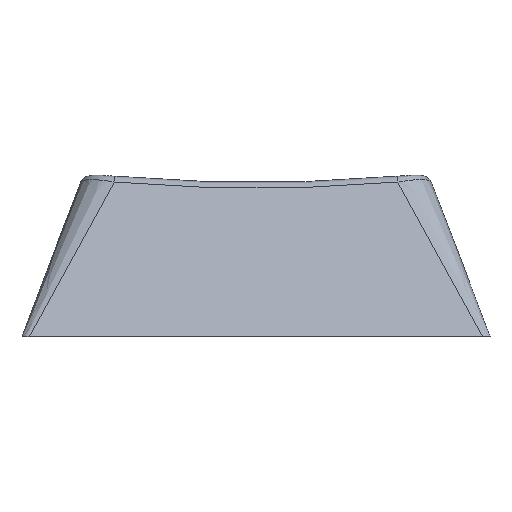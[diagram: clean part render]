
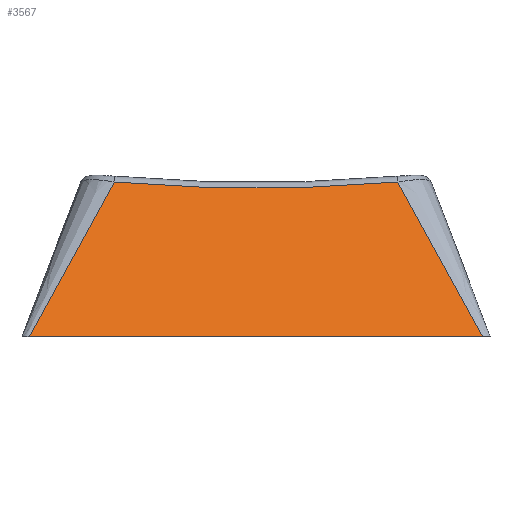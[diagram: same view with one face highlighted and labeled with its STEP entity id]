
A CAD part, top view. The second image highlights one B-rep face of the part: STEP entity #3567.
In plain terms, the highlighted planar face has unit normal (0, 0.423, 0.906).
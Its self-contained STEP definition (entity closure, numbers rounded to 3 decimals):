
#231 = CARTESIAN_POINT ( 'NONE',  ( 8.682, 4.358, 7.018 ) ) ;
#301 = VERTEX_POINT ( 'NONE', #2449 ) ;
#308 = LINE ( 'NONE', #4731, #3701 ) ;
#325 = CARTESIAN_POINT ( 'NONE',  ( -8.448, 4.784, 6.819 ) ) ;
#568 = CARTESIAN_POINT ( 'NONE',  ( 6.924, 7.538, 5.535 ) ) ;
#622 = CARTESIAN_POINT ( 'NONE',  ( 4.622, 7.336, 5.629 ) ) ;
#674 = DIRECTION ( 'NONE',  ( 0., -0.906, 0.423 ) ) ;
#729 = VERTEX_POINT ( 'NONE', #2007 ) ;
#801 = CARTESIAN_POINT ( 'NONE',  ( 11.067, 0., 9.05 ) ) ;
#911 = EDGE_CURVE ( 'NONE', #4772, #301, #4012, .T. ) ;
#990 = DIRECTION ( 'NONE',  ( 1., 0., 0. ) ) ;
#1020 = PLANE ( 'NONE',  #1121 ) ;
#1051 = CARTESIAN_POINT ( 'NONE',  ( -7.317, 6.831, 5.865 ) ) ;
#1062 = CARTESIAN_POINT ( 'NONE',  ( 8.836, 4.079, 7.148 ) ) ;
#1121 = AXIS2_PLACEMENT_3D ( 'NONE', #2637, #1846, #674 ) ;
#1125 = EDGE_CURVE ( 'NONE', #729, #3695, #308, .T. ) ;
#1159 = EDGE_CURVE ( 'NONE', #3695, #4772, #2107, .T. ) ;
#1392 = CARTESIAN_POINT ( 'NONE',  ( -6.925, 7.538, 5.535 ) ) ;
#1534 = ORIENTED_EDGE ( 'NONE', *, *, #1159, .T. ) ;
#1563 = CARTESIAN_POINT ( 'NONE',  ( -7.868, 5.834, 6.33 ) ) ;
#1665 = EDGE_CURVE ( 'NONE', #301, #729, #2408, .T. ) ;
#1686 = ORIENTED_EDGE ( 'NONE', *, *, #1665, .T. ) ;
#1799 = ORIENTED_EDGE ( 'NONE', *, *, #1125, .T. ) ;
#1846 = DIRECTION ( 'NONE',  ( 0., 0.423, 0.906 ) ) ;
#1853 = CARTESIAN_POINT ( 'NONE',  ( -8.682, 4.358, 7.018 ) ) ;
#2007 = CARTESIAN_POINT ( 'NONE',  ( -11.067, 0., 9.05 ) ) ;
#2107 = B_SPLINE_CURVE_WITH_KNOTS ( 'NONE', 3,
 ( #3681, #4377, #3264, #2142, #1062, #231, #2581, #4909, #4884, #2652 ),
 .UNSPECIFIED., .F., .F.,
 ( 4, 2, 2, 1, 1, 4 ),
 ( 0., 0.483, 0.543, 0.604, 0.725, 0.966 ),
 .UNSPECIFIED. ) ;
#2142 = CARTESIAN_POINT ( 'NONE',  ( 8.91, 3.945, 7.21 ) ) ;
#2147 = CARTESIAN_POINT ( 'NONE',  ( -2.314, 7.234, 5.677 ) ) ;
#2338 = CARTESIAN_POINT ( 'NONE',  ( -9.612, 2.666, 7.807 ) ) ;
#2408 = B_SPLINE_CURVE_WITH_KNOTS ( 'NONE', 3,
 ( #3719, #1051, #1563, #325, #1853, #2572, #2707, #2338, #3348, #2984 ),
 .UNSPECIFIED., .F., .F.,
 ( 4, 1, 1, 2, 2, 4 ),
 ( 0.034, 0.275, 0.396, 0.457, 0.517, 1. ),
 .UNSPECIFIED. ) ;
#2449 = CARTESIAN_POINT ( 'NONE',  ( -6.925, 7.538, 5.535 ) ) ;
#2564 = CARTESIAN_POINT ( 'NONE',  ( 2.313, 7.234, 5.677 ) ) ;
#2572 = CARTESIAN_POINT ( 'NONE',  ( -8.836, 4.079, 7.148 ) ) ;
#2581 = CARTESIAN_POINT ( 'NONE',  ( 8.448, 4.783, 6.819 ) ) ;
#2637 = CARTESIAN_POINT ( 'NONE',  ( 11.431, 3.466, 7.434 ) ) ;
#2652 = CARTESIAN_POINT ( 'NONE',  ( 6.924, 7.538, 5.535 ) ) ;
#2707 = CARTESIAN_POINT ( 'NONE',  ( -8.91, 3.945, 7.21 ) ) ;
#2984 = CARTESIAN_POINT ( 'NONE',  ( -11.067, 0., 9.05 ) ) ;
#3135 = EDGE_LOOP ( 'NONE', ( #1534, #3614, #1686, #1799 ) ) ;
#3264 = CARTESIAN_POINT ( 'NONE',  ( 9.613, 2.666, 7.807 ) ) ;
#3348 = CARTESIAN_POINT ( 'NONE',  ( -10.306, 1.399, 8.398 ) ) ;
#3567 = ADVANCED_FACE ( 'NONE', ( #4430 ), #1020, .T. ) ;
#3614 = ORIENTED_EDGE ( 'NONE', *, *, #911, .T. ) ;
#3681 = CARTESIAN_POINT ( 'NONE',  ( 11.067, 0., 9.05 ) ) ;
#3695 = VERTEX_POINT ( 'NONE', #801 ) ;
#3701 = VECTOR ( 'NONE', #990, 1000. ) ;
#3719 = CARTESIAN_POINT ( 'NONE',  ( -6.925, 7.538, 5.535 ) ) ;
#4012 = B_SPLINE_CURVE_WITH_KNOTS ( 'NONE', 3,
 ( #4428, #622, #2564, #2147, #4016, #1392 ),
 .UNSPECIFIED., .F., .F.,
 ( 4, 2, 4 ),
 ( 0., 0.007, 0.014 ),
 .UNSPECIFIED. ) ;
#4016 = CARTESIAN_POINT ( 'NONE',  ( -4.622, 7.336, 5.629 ) ) ;
#4377 = CARTESIAN_POINT ( 'NONE',  ( 10.306, 1.398, 8.398 ) ) ;
#4428 = CARTESIAN_POINT ( 'NONE',  ( 6.924, 7.538, 5.535 ) ) ;
#4430 = FACE_OUTER_BOUND ( 'NONE', #3135, .T. ) ;
#4731 = CARTESIAN_POINT ( 'NONE',  ( -11.431, 0., 9.05 ) ) ;
#4772 = VERTEX_POINT ( 'NONE', #568 ) ;
#4884 = CARTESIAN_POINT ( 'NONE',  ( 7.317, 6.83, 5.865 ) ) ;
#4909 = CARTESIAN_POINT ( 'NONE',  ( 7.869, 5.833, 6.33 ) ) ;
